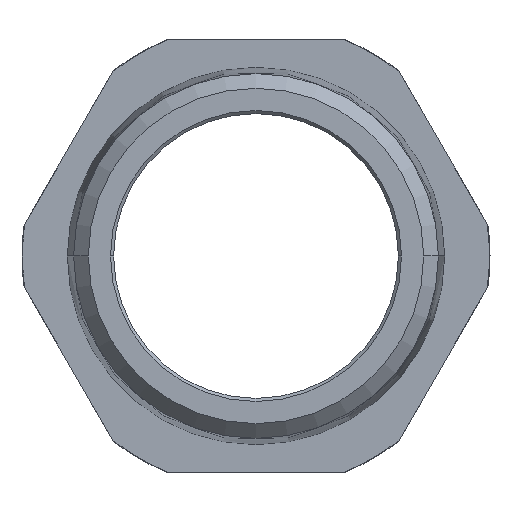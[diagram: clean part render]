
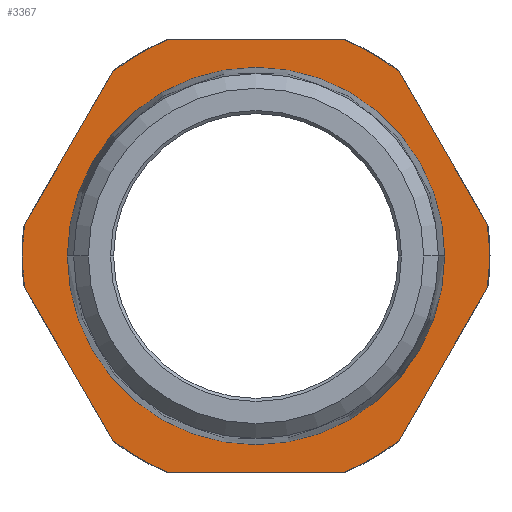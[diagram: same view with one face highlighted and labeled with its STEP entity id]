
A CAD part, left-side view. The second image highlights one B-rep face of the part: STEP entity #3367.
In plain terms, the highlighted planar face has unit normal (-1, 0, 0).
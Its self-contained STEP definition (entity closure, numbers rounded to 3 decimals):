
#5 = CARTESIAN_POINT ( 'NONE',  ( 42.5, -45.474, 6.236 ) ) ;
#15 = VERTEX_POINT ( 'NONE', #670 ) ;
#57 = VERTEX_POINT ( 'NONE', #2344 ) ;
#67 = CARTESIAN_POINT ( 'NONE',  ( 42.5, -28.138, -36.264 ) ) ;
#107 = DIRECTION ( 'NONE',  ( 0., 1., 0. ) ) ;
#183 = EDGE_LOOP ( 'NONE', ( #185, #1515, #1070, #1605, #1534, #2221, #1015, #2546, #830, #2729, #1355, #1150, #590 ) ) ;
#185 = ORIENTED_EDGE ( 'NONE', *, *, #2665, .F. ) ;
#189 = CARTESIAN_POINT ( 'NONE',  ( 42.5, -37.089, 0. ) ) ;
#210 = AXIS2_PLACEMENT_3D ( 'NONE', #3572, #3209, #2843 ) ;
#314 = DIRECTION ( 'NONE',  ( 0., 1., 0. ) ) ;
#315 = AXIS2_PLACEMENT_3D ( 'NONE', #2398, #1986, #1621 ) ;
#318 = PLANE ( 'NONE',  #592 ) ;
#371 = EDGE_CURVE ( 'NONE', #2571, #2875, #1448, .T. ) ;
#393 = VERTEX_POINT ( 'NONE', #2525 ) ;
#417 = FACE_OUTER_BOUND ( 'NONE', #183, .T. ) ;
#446 = CARTESIAN_POINT ( 'NONE',  ( 42.5, 0., 0. ) ) ;
#460 = DIRECTION ( 'NONE',  ( 1., 0., 0. ) ) ;
#523 = LINE ( 'NONE', #3423, #3603 ) ;
#544 = CARTESIAN_POINT ( 'NONE',  ( 42.5, 37.089, 0. ) ) ;
#590 = ORIENTED_EDGE ( 'NONE', *, *, #2081, .F. ) ;
#592 = AXIS2_PLACEMENT_3D ( 'NONE', #3574, #3213, #2846 ) ;
#606 = EDGE_CURVE ( 'NONE', #1121, #2436, #2769, .T. ) ;
#659 = DIRECTION ( 'NONE',  ( 1., 0., 0. ) ) ;
#670 = CARTESIAN_POINT ( 'NONE',  ( 42.5, 45.9, 0. ) ) ;
#691 = CIRCLE ( 'NONE', #210, 45.9 ) ;
#707 = VERTEX_POINT ( 'NONE', #1316 ) ;
#730 = DIRECTION ( 'NONE',  ( 0., -0.5, 0.866 ) ) ;
#736 = EDGE_CURVE ( 'NONE', #1004, #707, #2365, .T. ) ;
#810 = CARTESIAN_POINT ( 'NONE',  ( 42.5, 0., 0. ) ) ;
#830 = ORIENTED_EDGE ( 'NONE', *, *, #2444, .F. ) ;
#892 = VECTOR ( 'NONE', #1033, 1000. ) ;
#1004 = VERTEX_POINT ( 'NONE', #2933 ) ;
#1014 = CARTESIAN_POINT ( 'NONE',  ( 42.5, 0., 0. ) ) ;
#1015 = ORIENTED_EDGE ( 'NONE', *, *, #1019, .F. ) ;
#1019 = EDGE_CURVE ( 'NONE', #2953, #2875, #1225, .T. ) ;
#1033 = DIRECTION ( 'NONE',  ( 0., -0.5, -0.866 ) ) ;
#1047 = DIRECTION ( 'NONE',  ( 0., 1., 0. ) ) ;
#1070 = ORIENTED_EDGE ( 'NONE', *, *, #2856, .F. ) ;
#1082 = CARTESIAN_POINT ( 'NONE',  ( 42.5, -27.534, -37.31 ) ) ;
#1101 = AXIS2_PLACEMENT_3D ( 'NONE', #1014, #659, #314 ) ;
#1119 = DIRECTION ( 'NONE',  ( 0., 1., 0. ) ) ;
#1121 = VERTEX_POINT ( 'NONE', #3308 ) ;
#1131 = AXIS2_PLACEMENT_3D ( 'NONE', #1779, #1411, #1047 ) ;
#1133 = EDGE_CURVE ( 'NONE', #1236, #2699, #1764, .T. ) ;
#1150 = ORIENTED_EDGE ( 'NONE', *, *, #3538, .T. ) ;
#1225 = CIRCLE ( 'NONE', #1101, 45.9 ) ;
#1236 = VERTEX_POINT ( 'NONE', #3331 ) ;
#1305 = VERTEX_POINT ( 'NONE', #3351 ) ;
#1316 = CARTESIAN_POINT ( 'NONE',  ( 42.5, -17.337, -42.5 ) ) ;
#1355 = ORIENTED_EDGE ( 'NONE', *, *, #606, .F. ) ;
#1394 = CARTESIAN_POINT ( 'NONE',  ( 42.5, 46.078, -5.19 ) ) ;
#1411 = DIRECTION ( 'NONE',  ( 1., 0., 0. ) ) ;
#1448 = LINE ( 'NONE', #1082, #2867 ) ;
#1484 = CARTESIAN_POINT ( 'NONE',  ( 42.5, 37.089, 42.5 ) ) ;
#1515 = ORIENTED_EDGE ( 'NONE', *, *, #1133, .T. ) ;
#1534 = ORIENTED_EDGE ( 'NONE', *, *, #3014, .F. ) ;
#1544 = EDGE_CURVE ( 'NONE', #393, #2436, #1841, .T. ) ;
#1574 = DIRECTION ( 'NONE',  ( 0., 1., 0. ) ) ;
#1593 = DIRECTION ( 'NONE',  ( 0., -1., 0. ) ) ;
#1601 = DIRECTION ( 'NONE',  ( 0., 0.5, 0.866 ) ) ;
#1605 = ORIENTED_EDGE ( 'NONE', *, *, #736, .T. ) ;
#1621 = DIRECTION ( 'NONE',  ( 0., 1., 0. ) ) ;
#1662 = AXIS2_PLACEMENT_3D ( 'NONE', #2621, #2198, #1811 ) ;
#1764 = LINE ( 'NONE', #1394, #892 ) ;
#1779 = CARTESIAN_POINT ( 'NONE',  ( 42.5, 0., 0. ) ) ;
#1798 = VERTEX_POINT ( 'NONE', #189 ) ;
#1811 = DIRECTION ( 'NONE',  ( 0., 1., 0. ) ) ;
#1841 = LINE ( 'NONE', #1484, #2317 ) ;
#1900 = CARTESIAN_POINT ( 'NONE',  ( 42.5, 28.138, -36.264 ) ) ;
#1903 = CARTESIAN_POINT ( 'NONE',  ( 42.5, 17.337, 42.5 ) ) ;
#1938 = DIRECTION ( 'NONE',  ( 1., 0., 0. ) ) ;
#1958 = CARTESIAN_POINT ( 'NONE',  ( 42.5, 37.089, -42.5 ) ) ;
#1962 = CARTESIAN_POINT ( 'NONE',  ( 42.5, -27.534, 37.31 ) ) ;
#1974 = VECTOR ( 'NONE', #1593, 1000. ) ;
#1986 = DIRECTION ( 'NONE',  ( 1., 0., 0. ) ) ;
#1989 = DIRECTION ( 'NONE',  ( 0., 1., 0. ) ) ;
#2053 = CIRCLE ( 'NONE', #1662, 45.9 ) ;
#2081 = EDGE_CURVE ( 'NONE', #15, #57, #2297, .T. ) ;
#2168 = DIRECTION ( 'NONE',  ( 0., 1., 0. ) ) ;
#2198 = DIRECTION ( 'NONE',  ( 1., 0., 0. ) ) ;
#2221 = ORIENTED_EDGE ( 'NONE', *, *, #371, .T. ) ;
#2297 = CIRCLE ( 'NONE', #1131, 45.9 ) ;
#2317 = VECTOR ( 'NONE', #1119, 1000. ) ;
#2338 = CARTESIAN_POINT ( 'NONE',  ( 42.5, 0., 0. ) ) ;
#2340 = CIRCLE ( 'NONE', #315, 37.089 ) ;
#2344 = CARTESIAN_POINT ( 'NONE',  ( 42.5, 45.474, 6.236 ) ) ;
#2365 = LINE ( 'NONE', #1958, #1974 ) ;
#2368 = LINE ( 'NONE', #1962, #2370 ) ;
#2370 = VECTOR ( 'NONE', #1601, 1000. ) ;
#2398 = CARTESIAN_POINT ( 'NONE',  ( 42.5, 0., 0. ) ) ;
#2401 = DIRECTION ( 'NONE',  ( 1., 0., 0. ) ) ;
#2414 = EDGE_CURVE ( 'NONE', #1798, #3199, #2927, .T. ) ;
#2433 = AXIS2_PLACEMENT_3D ( 'NONE', #810, #460, #107 ) ;
#2436 = VERTEX_POINT ( 'NONE', #1903 ) ;
#2444 = EDGE_CURVE ( 'NONE', #393, #1305, #2053, .T. ) ;
#2525 = CARTESIAN_POINT ( 'NONE',  ( 42.5, -17.337, 42.5 ) ) ;
#2546 = ORIENTED_EDGE ( 'NONE', *, *, #2641, .T. ) ;
#2571 = VERTEX_POINT ( 'NONE', #67 ) ;
#2595 = DIRECTION ( 'NONE',  ( 1., 0., 0. ) ) ;
#2603 = ORIENTED_EDGE ( 'NONE', *, *, #3187, .T. ) ;
#2621 = CARTESIAN_POINT ( 'NONE',  ( 42.5, 0., 0. ) ) ;
#2641 = EDGE_CURVE ( 'NONE', #2953, #1305, #2368, .T. ) ;
#2665 = EDGE_CURVE ( 'NONE', #1236, #15, #3205, .T. ) ;
#2697 = EDGE_LOOP ( 'NONE', ( #2603, #3344 ) ) ;
#2699 = VERTEX_POINT ( 'NONE', #1900 ) ;
#2729 = ORIENTED_EDGE ( 'NONE', *, *, #1544, .T. ) ;
#2769 = CIRCLE ( 'NONE', #3234, 45.9 ) ;
#2781 = AXIS2_PLACEMENT_3D ( 'NONE', #446, #2595, #2168 ) ;
#2803 = CARTESIAN_POINT ( 'NONE',  ( 42.5, 0., 0. ) ) ;
#2816 = CIRCLE ( 'NONE', #2433, 45.9 ) ;
#2843 = DIRECTION ( 'NONE',  ( 0., 1., 0. ) ) ;
#2846 = DIRECTION ( 'NONE',  ( 0., -1., 0. ) ) ;
#2856 = EDGE_CURVE ( 'NONE', #1004, #2699, #691, .T. ) ;
#2867 = VECTOR ( 'NONE', #730, 1000. ) ;
#2875 = VERTEX_POINT ( 'NONE', #3489 ) ;
#2927 = CIRCLE ( 'NONE', #3565, 37.089 ) ;
#2933 = CARTESIAN_POINT ( 'NONE',  ( 42.5, 17.337, -42.5 ) ) ;
#2953 = VERTEX_POINT ( 'NONE', #5 ) ;
#3014 = EDGE_CURVE ( 'NONE', #2571, #707, #2816, .T. ) ;
#3046 = FACE_BOUND ( 'NONE', #2697, .T. ) ;
#3062 = DIRECTION ( 'NONE',  ( 0., 0.5, -0.866 ) ) ;
#3187 = EDGE_CURVE ( 'NONE', #3199, #1798, #2340, .T. ) ;
#3199 = VERTEX_POINT ( 'NONE', #544 ) ;
#3205 = CIRCLE ( 'NONE', #2781, 45.9 ) ;
#3209 = DIRECTION ( 'NONE',  ( 1., 0., 0. ) ) ;
#3213 = DIRECTION ( 'NONE',  ( -1., 0., 0. ) ) ;
#3234 = AXIS2_PLACEMENT_3D ( 'NONE', #2338, #1938, #1574 ) ;
#3308 = CARTESIAN_POINT ( 'NONE',  ( 42.5, 28.138, 36.264 ) ) ;
#3331 = CARTESIAN_POINT ( 'NONE',  ( 42.5, 45.474, -6.236 ) ) ;
#3344 = ORIENTED_EDGE ( 'NONE', *, *, #2414, .T. ) ;
#3351 = CARTESIAN_POINT ( 'NONE',  ( 42.5, -28.138, 36.264 ) ) ;
#3367 = ADVANCED_FACE ( 'NONE', ( #3046, #417 ), #318, .T. ) ;
#3423 = CARTESIAN_POINT ( 'NONE',  ( 42.5, 46.078, 5.19 ) ) ;
#3489 = CARTESIAN_POINT ( 'NONE',  ( 42.5, -45.474, -6.236 ) ) ;
#3538 = EDGE_CURVE ( 'NONE', #1121, #57, #523, .T. ) ;
#3565 = AXIS2_PLACEMENT_3D ( 'NONE', #2803, #2401, #1989 ) ;
#3572 = CARTESIAN_POINT ( 'NONE',  ( 42.5, 0., 0. ) ) ;
#3574 = CARTESIAN_POINT ( 'NONE',  ( 42.5, 37.089, 0. ) ) ;
#3603 = VECTOR ( 'NONE', #3062, 1000. ) ;
